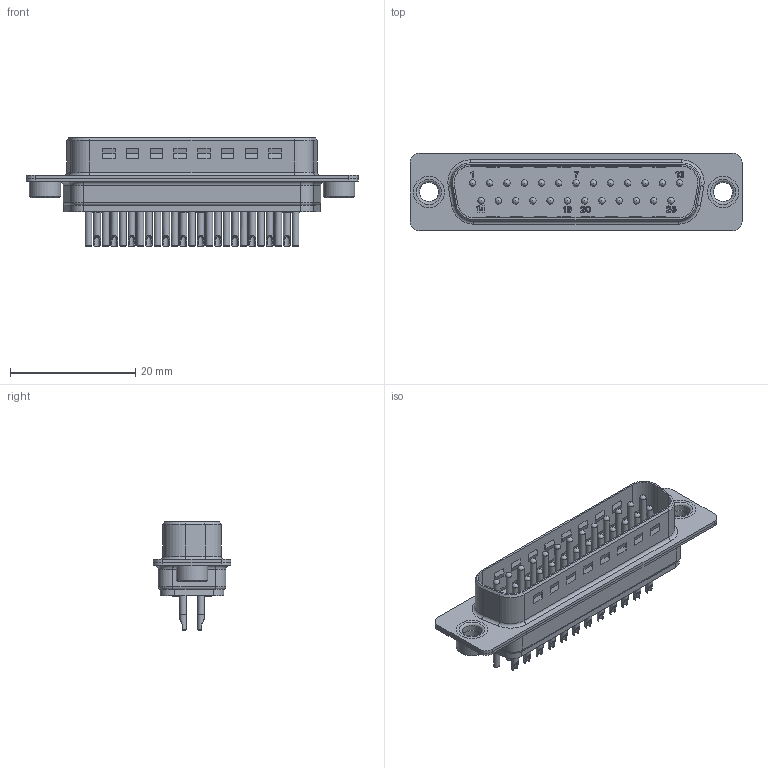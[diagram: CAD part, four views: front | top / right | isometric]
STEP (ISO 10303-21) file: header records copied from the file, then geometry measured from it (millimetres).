
FILE_DESCRIPTION(/* description */ ('Unknown'),/* implementation_level */ '2;1');
FILE_NAME(/* name */ '214113023',/* time_stamp */ '2019-04-12T16:25:00+08:00',/* author */ ('Unknown'),/* organization */ ('Unknown'),/* preprocessor_version */ 'ST-DEVELOPER v16.7',/* originating_system */ 'DEX',/* authorisation */ $);
FILE_SCHEMA (('AP203_CONFIGURATION_CONTROLLED_3D_DESIGN_OF_MECHANICAL_PARTS_AND_ASSEMBLIES_MIM_LF { 1 0 10303 203 3 1 4 }','AP242_MANAGED_MODEL_BASED_3D_ENGINEERING_MIM_LF { 1 0 10303 442 1 1 4 }','AUTOMOTIVE_DESIGN {1 0 10303 214 3 1 1}'));
Length unit declared in the file: millimetre
Products named in the file (7): 214113023; N00654_BG; R+B00100_BG; R+B00129_BG; N00743_BG; R+B00125_BG; R+B00108_male_BG
Assembly tree (31 placements, depth 2):
  214113023
    N00654_BG
    R+B00100_BG  x25
    R+B00129_BG
    N00743_BG
    R+B00125_BG
    R+B00108_male_BG  x2
Bounding box: 53.1 x 12.4 x 17.3 mm (x, y, z)
Volume: 2219 mm3; surface area: 7321.5 mm2
Topology: 31 solids, 31 shells, 4419 faces, 10959 edges, 6715 vertices
Faces by surface type: plane 3824, cylinder 359, cone 133, bspline 56, sphere 25, torus 22
Full cylindrical faces by diameter (mm): 0.8 x25, 1 x25, 1.02 x25, 1.1 x25, 1.2 x25, 1.28 x25, 1.8 x25, 2 x25, 2.03 x50, 3 x2, 3.2 x2, 4 x2, 4.06 x4, 5 x6
Entity records: 32959 total; most frequent: CARTESIAN_POINT 9943, ORIENTED_EDGE 4450, DIRECTION 4160, EDGE_CURVE 2225, VERTEX_POINT 1506, LINE 1406, VECTOR 1406, AXIS2_PLACEMENT_3D 1377
